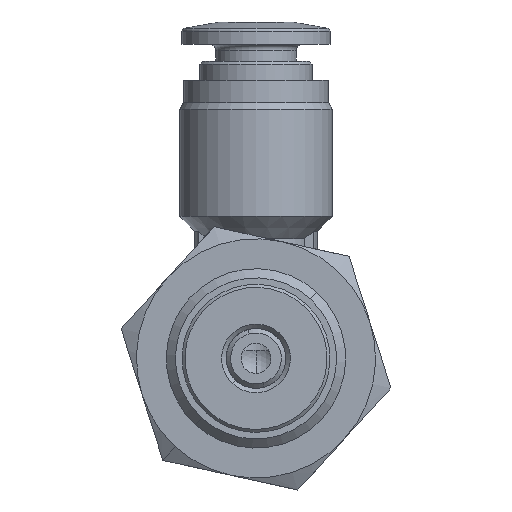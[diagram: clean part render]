
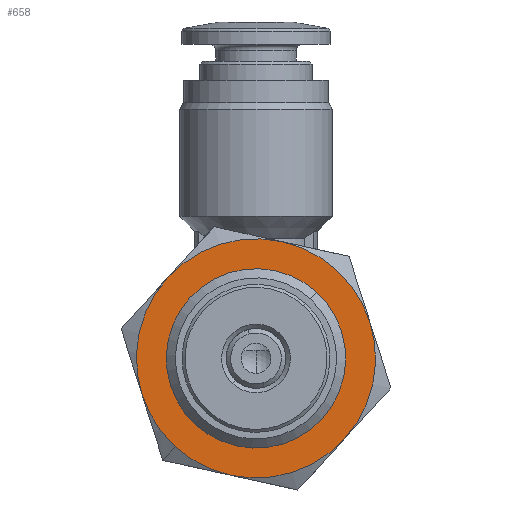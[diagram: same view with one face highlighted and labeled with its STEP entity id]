
A CAD part, front view. The second image highlights one B-rep face of the part: STEP entity #658.
In plain terms, the highlighted face is planar.
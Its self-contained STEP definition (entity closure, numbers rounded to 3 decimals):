
#285 = ORIENTED_EDGE ( 'NONE', *, *, #5182, .T. ) ;
#586 = DIRECTION ( 'NONE',  ( 0., 0., 1. ) ) ;
#658 = ADVANCED_FACE ( 'PLANAR_0', ( #3194, #1488 ), #978, .F. ) ;
#723 = DIRECTION ( 'NONE',  ( 1., 0., 0. ) ) ;
#762 = CIRCLE ( 'NONE', #1070, 5. ) ;
#821 = CIRCLE ( 'NONE', #3267, 8. ) ;
#878 = AXIS2_PLACEMENT_3D ( 'NONE', #2818, #4595, #723 ) ;
#881 = EDGE_LOOP ( 'NONE', ( #285, #4014 ) ) ;
#978 = PLANE ( 'NONE',  #4895 ) ;
#1041 = VERTEX_POINT ( 'NONE', #4748 ) ;
#1070 = AXIS2_PLACEMENT_3D ( 'NONE', #4688, #3845, #2131 ) ;
#1201 = DIRECTION ( 'NONE',  ( 1., 0., 0. ) ) ;
#1249 = EDGE_CURVE ( 'NONE', #4674, #1041, #3637, .T. ) ;
#1283 = CARTESIAN_POINT ( 'NONE',  ( 0., 0., -9.4 ) ) ;
#1311 = CIRCLE ( 'NONE', #2495, 5. ) ;
#1383 = VERTEX_POINT ( 'NONE', #3713 ) ;
#1388 = AXIS2_PLACEMENT_3D ( 'NONE', #2688, #5277, #1744 ) ;
#1410 = EDGE_CURVE ( 'NONE', #3744, #1662, #762, .T. ) ;
#1478 = EDGE_CURVE ( 'NONE', #1383, #1556, #3076, .T. ) ;
#1488 = FACE_BOUND ( 'NONE', #881, .T. ) ;
#1519 = CIRCLE ( 'NONE', #878, 8. ) ;
#1556 = VERTEX_POINT ( 'NONE', #3967 ) ;
#1557 = EDGE_CURVE ( 'NONE', #4110, #1383, #821, .T. ) ;
#1662 = VERTEX_POINT ( 'NONE', #2738 ) ;
#1677 = CARTESIAN_POINT ( 'NONE',  ( -5., 0., -9.4 ) ) ;
#1744 = DIRECTION ( 'NONE',  ( 1., 0., 0. ) ) ;
#1800 = ORIENTED_EDGE ( 'NONE', *, *, #4156, .F. ) ;
#1891 = DIRECTION ( 'NONE',  ( 0., 0., 1. ) ) ;
#1911 = ORIENTED_EDGE ( 'NONE', *, *, #4841, .F. ) ;
#1987 = VERTEX_POINT ( 'NONE', #4502 ) ;
#2088 = DIRECTION ( 'NONE',  ( 0., 0., 1. ) ) ;
#2131 = DIRECTION ( 'NONE',  ( 1., 0., 0. ) ) ;
#2240 = DIRECTION ( 'NONE',  ( 1., 0., 0. ) ) ;
#2326 = DIRECTION ( 'NONE',  ( 0., 0., 1. ) ) ;
#2495 = AXIS2_PLACEMENT_3D ( 'NONE', #4067, #586, #2240 ) ;
#2512 = DIRECTION ( 'NONE',  ( 0., 0., 1. ) ) ;
#2518 = DIRECTION ( 'NONE',  ( 1., 0., 0. ) ) ;
#2551 = CARTESIAN_POINT ( 'NONE',  ( 0., 0., -9.4 ) ) ;
#2644 = AXIS2_PLACEMENT_3D ( 'NONE', #2744, #1891, #4977 ) ;
#2688 = CARTESIAN_POINT ( 'NONE',  ( 0., 0., -9.4 ) ) ;
#2738 = CARTESIAN_POINT ( 'NONE',  ( 5., 0., -9.4 ) ) ;
#2744 = CARTESIAN_POINT ( 'NONE',  ( 0., 0., -9.4 ) ) ;
#2751 = ORIENTED_EDGE ( 'NONE', *, *, #4335, .F. ) ;
#2811 = CIRCLE ( 'NONE', #5614, 8. ) ;
#2818 = CARTESIAN_POINT ( 'NONE',  ( 0., 0., -9.4 ) ) ;
#2946 = DIRECTION ( 'NONE',  ( 0., 0., 1. ) ) ;
#2948 = DIRECTION ( 'NONE',  ( 1., 0., 0. ) ) ;
#3017 = CIRCLE ( 'NONE', #5246, 8. ) ;
#3028 = DIRECTION ( 'NONE',  ( 1., 0., 0. ) ) ;
#3076 = CIRCLE ( 'NONE', #5147, 8. ) ;
#3194 = FACE_OUTER_BOUND ( 'NONE', #5266, .T. ) ;
#3267 = AXIS2_PLACEMENT_3D ( 'NONE', #1283, #4401, #3028 ) ;
#3431 = CARTESIAN_POINT ( 'NONE',  ( 0., 0., -9.4 ) ) ;
#3637 = CIRCLE ( 'NONE', #2644, 8. ) ;
#3713 = CARTESIAN_POINT ( 'NONE',  ( 0., -8., -9.4 ) ) ;
#3725 = CARTESIAN_POINT ( 'NONE',  ( 6.928, 4., -9.4 ) ) ;
#3744 = VERTEX_POINT ( 'NONE', #1677 ) ;
#3777 = ORIENTED_EDGE ( 'NONE', *, *, #3969, .F. ) ;
#3845 = DIRECTION ( 'NONE',  ( 0., 0., 1. ) ) ;
#3967 = CARTESIAN_POINT ( 'NONE',  ( 6.928, -4., -9.4 ) ) ;
#3969 = EDGE_CURVE ( 'NONE', #1041, #4939, #4517, .T. ) ;
#4014 = ORIENTED_EDGE ( 'NONE', *, *, #1410, .T. ) ;
#4067 = CARTESIAN_POINT ( 'NONE',  ( 0., 0., -9.4 ) ) ;
#4110 = VERTEX_POINT ( 'NONE', #5396 ) ;
#4156 = EDGE_CURVE ( 'NONE', #1556, #1987, #1519, .T. ) ;
#4248 = CARTESIAN_POINT ( 'NONE',  ( 0., 0., -9.4 ) ) ;
#4335 = EDGE_CURVE ( 'NONE', #1987, #4674, #3017, .T. ) ;
#4401 = DIRECTION ( 'NONE',  ( 0., 0., 1. ) ) ;
#4405 = ORIENTED_EDGE ( 'NONE', *, *, #1557, .F. ) ;
#4499 = ORIENTED_EDGE ( 'NONE', *, *, #1478, .F. ) ;
#4502 = CARTESIAN_POINT ( 'NONE',  ( 8., 0., -9.4 ) ) ;
#4517 = CIRCLE ( 'NONE', #1388, 8. ) ;
#4522 = DIRECTION ( 'NONE',  ( 1., 0., 0. ) ) ;
#4595 = DIRECTION ( 'NONE',  ( 0., 0., 1. ) ) ;
#4674 = VERTEX_POINT ( 'NONE', #3725 ) ;
#4688 = CARTESIAN_POINT ( 'NONE',  ( 0., 0., -9.4 ) ) ;
#4748 = CARTESIAN_POINT ( 'NONE',  ( 0., 8., -9.4 ) ) ;
#4841 = EDGE_CURVE ( 'NONE', #4939, #4110, #2811, .T. ) ;
#4895 = AXIS2_PLACEMENT_3D ( 'NONE', #5330, #2326, #4522 ) ;
#4939 = VERTEX_POINT ( 'NONE', #5593 ) ;
#4977 = DIRECTION ( 'NONE',  ( 1., 0., 0. ) ) ;
#5147 = AXIS2_PLACEMENT_3D ( 'NONE', #2551, #2512, #2948 ) ;
#5182 = EDGE_CURVE ( 'NONE', #1662, #3744, #1311, .T. ) ;
#5246 = AXIS2_PLACEMENT_3D ( 'NONE', #4248, #2946, #1201 ) ;
#5266 = EDGE_LOOP ( 'NONE', ( #5539, #2751, #1800, #4499, #4405, #1911, #3777 ) ) ;
#5277 = DIRECTION ( 'NONE',  ( 0., 0., 1. ) ) ;
#5330 = CARTESIAN_POINT ( 'NONE',  ( -8., 0., -9.4 ) ) ;
#5396 = CARTESIAN_POINT ( 'NONE',  ( -6.928, -4., -9.4 ) ) ;
#5539 = ORIENTED_EDGE ( 'NONE', *, *, #1249, .F. ) ;
#5593 = CARTESIAN_POINT ( 'NONE',  ( -6.928, 4., -9.4 ) ) ;
#5614 = AXIS2_PLACEMENT_3D ( 'NONE', #3431, #2088, #2518 ) ;
